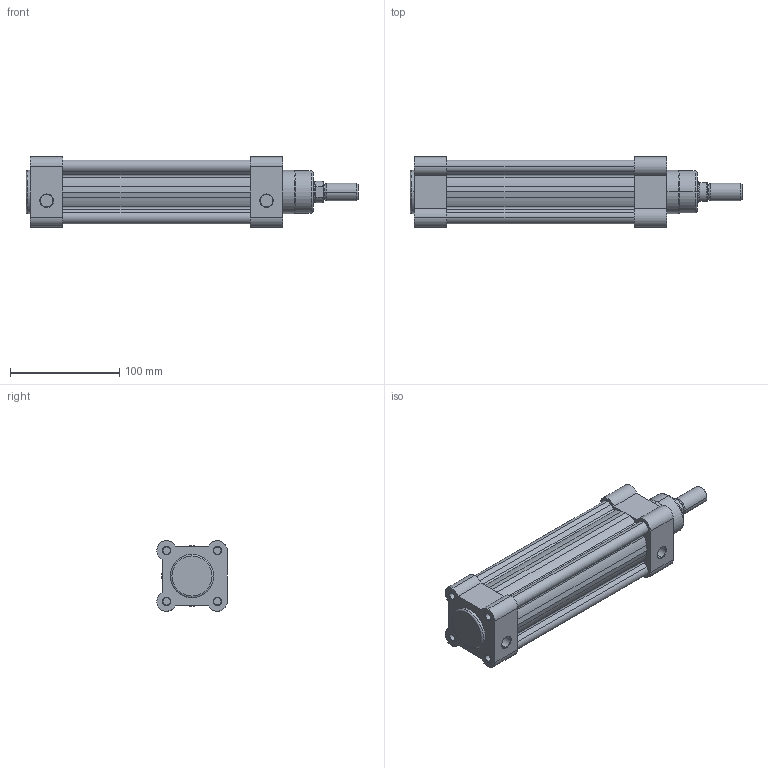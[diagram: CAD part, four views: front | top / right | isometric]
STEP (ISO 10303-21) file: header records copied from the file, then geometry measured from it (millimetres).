
FILE_DESCRIPTION (( 'STEP AP214' ), '1' );
FILE_NAME ('PNY 50-125 CYLINDER.STEP', '2010-08-03T10:10:22', ( '' ), ( '' ), 'SwSTEP 2.0', 'SolidWorks 2010', '' );
FILE_SCHEMA (( 'AUTOMOTIVE_DESIGN' ));
Length unit declared in the file: millimetre
Products named in the file (5): PNY  茿P 50 ARKA KAPAK; 50; PNY  茿P 50  諲  KAPAK; PNY   諾EL  茿P  50 M軱; PNY  50-125 CYLINDER
Assembly tree (4 placements, depth 2):
  PNY  50-125 CYLINDER
    50
    PNY  茿P 50 ARKA KAPAK
    PNY  茿P 50  諲  KAPAK
    PNY   諾EL  茿P  50 M軱
Bounding box: 304.2 x 64.48 x 64.5 mm (x, y, z)
Volume: 516457.7 mm3; surface area: 151568.3 mm2
Topology: 4 solids, 4 shells, 178 faces, 422 edges, 268 vertices
Faces by surface type: cylinder 86, plane 54, cone 26, torus 12
Entity records: 5670 total; most frequent: DIRECTION 992, CARTESIAN_POINT 943, ORIENTED_EDGE 844, EDGE_CURVE 422, AXIS2_PLACEMENT_3D 401, VERTEX_POINT 268, CIRCLE 216, EDGE_LOOP 206
